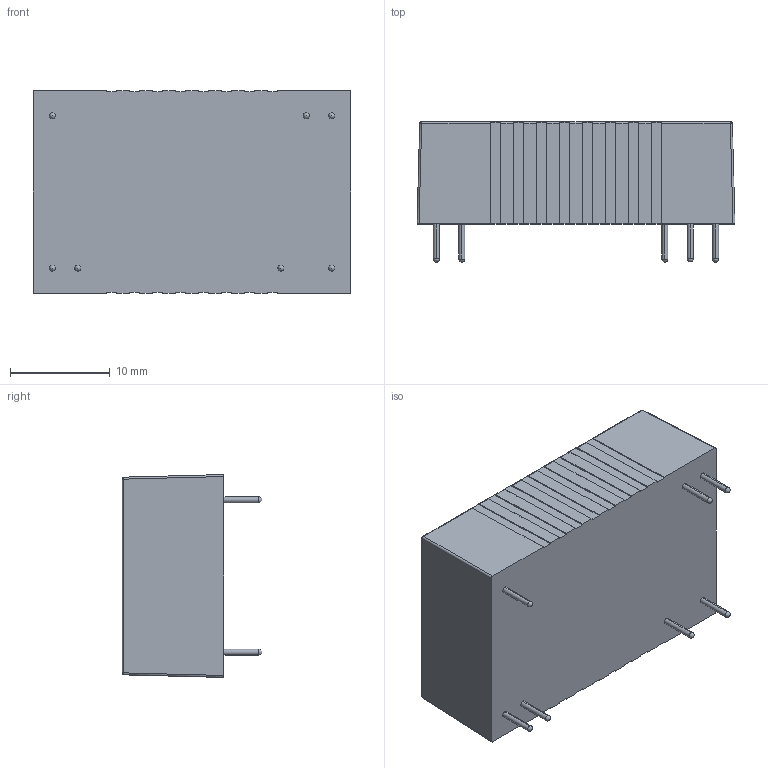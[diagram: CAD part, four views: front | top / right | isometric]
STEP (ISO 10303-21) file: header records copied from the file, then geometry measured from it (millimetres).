
FILE_DESCRIPTION (( 'STEP AP214' ), '1' );
FILE_NAME ('MPP03-V00.STEP', '2017-03-08T07:32:05', ( 'user' ), ( '' ), 'SwSTEP 2.0', 'SolidWorks 2016', '' );
FILE_SCHEMA (( 'AUTOMOTIVE_DESIGN' ));
Length unit declared in the file: millimetre
Products named in the file (1): MPP03-V00
Bounding box: 31.8 x 14 x 20.3 mm (x, y, z)
Volume: 6433.4 mm3; surface area: 2382.7 mm2
Topology: 1 solids, 1 shells, 106 faces, 301 edges, 194 vertices
Faces by surface type: plane 71, cylinder 24, sphere 11
Entity records: 3505 total; most frequent: CARTESIAN_POINT 575, DIRECTION 562, ORIENTED_EDGE 552, EDGE_CURVE 276, VECTOR 196, LINE 196, AXIS2_PLACEMENT_3D 183, VERTEX_POINT 180
